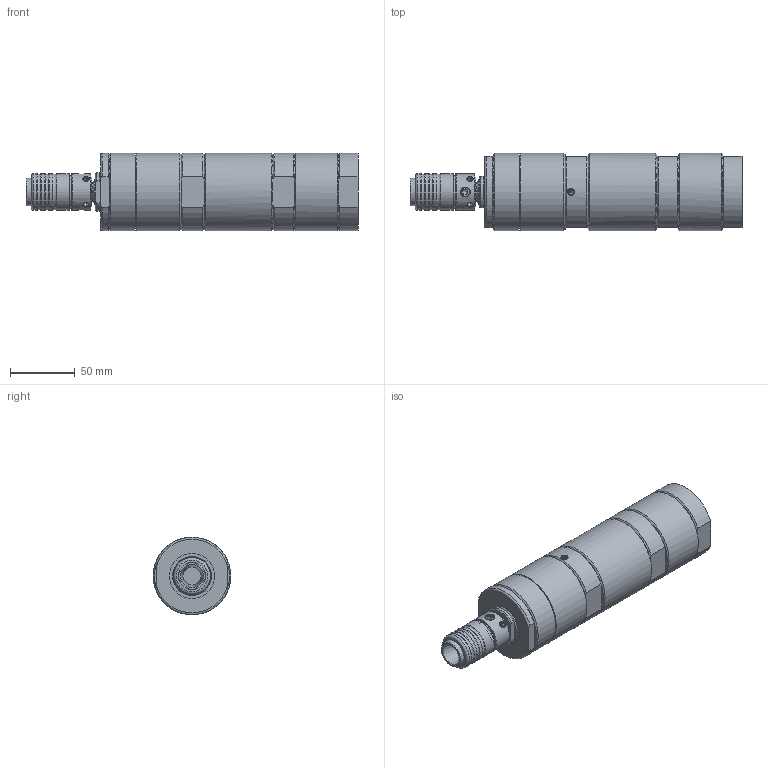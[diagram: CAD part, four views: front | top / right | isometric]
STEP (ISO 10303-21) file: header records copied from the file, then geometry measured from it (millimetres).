
FILE_DESCRIPTION(/* description */ (''),/* implementation_level */ '2;1');
FILE_NAME(/* name */ 'EBMU 82-850 WS_60038745.stp',/* time_stamp */ '2015-01-29T09:01:54+01:00',/* author */ ('ekoch'),/* organization */ (''),/* preprocessor_version */ 'ST-DEVELOPER v15.2',/* originating_system */ 'Autodesk Inventor 2014',/* authorisation */ '');
FILE_SCHEMA (('AUTOMOTIVE_DESIGN { 1 0 10303 214 3 1 1 }'));
Length unit declared in the file: millimetre
Products named in the file (1): EBMU 82-850 WS_60038745
Bounding box: 257 x 60 x 60 mm (x, y, z)
Volume: 575965.9 mm3; surface area: 62028.1 mm2
Topology: 1 solids, 17 shells, 382 faces, 874 edges, 563 vertices
Faces by surface type: plane 188, cylinder 103, cone 61, bspline 19, torus 9, sphere 2
Full cylindrical faces by diameter (mm): 1.55 x2, 3.5 x4, 3.6 x1, 4 x1, 4.134 x4, 5 x1, 5.25 x2, 5.5 x1, 5.6 x2, 6.647 x4, 13.8 x1, 14 x3, 14.5 x1, 14.95 x2, 18.631 x1, 18.8 x1, 18.917 x1, 19.2 x1, 21 x1, 21.1 x1, 23 x1, 23.2 x2, 24.8 x1, 24.9 x1, 26.736 x1, 27.3 x1, 28.4 x4, 28.6 x1, 29.95 x1, 35 x1
Entity records: 12844 total; most frequent: CARTESIAN_POINT 4746, DIRECTION 1546, ORIENTED_EDGE 1430, EDGE_CURVE 713, AXIS2_PLACEMENT_3D 595, EDGE_LOOP 556, VERTEX_POINT 509, ADVANCED_FACE 382
